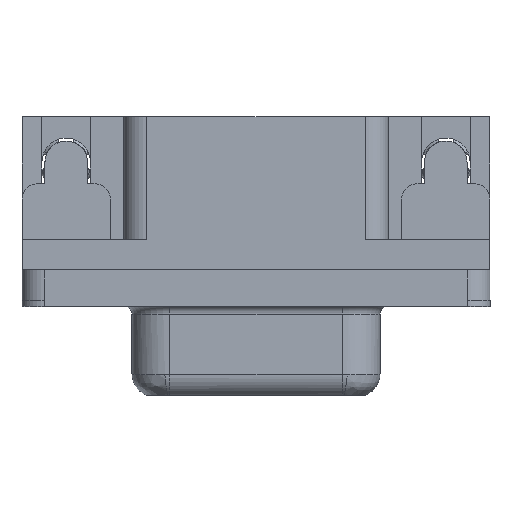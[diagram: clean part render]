
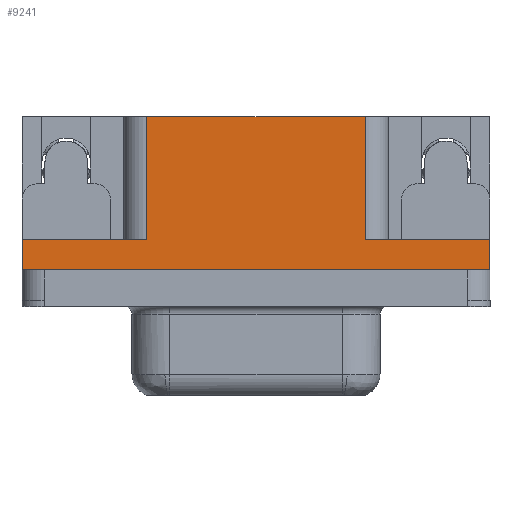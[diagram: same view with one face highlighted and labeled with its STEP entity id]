
A CAD part, top view. The second image highlights one B-rep face of the part: STEP entity #9241.
In plain terms, the highlighted planar face has unit normal (0, 0, 1).
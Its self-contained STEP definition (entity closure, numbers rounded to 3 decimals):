
#112 = CARTESIAN_POINT ( 'NONE',  ( -15.4, 2., -1.85 ) ) ;
#396 = CARTESIAN_POINT ( 'NONE',  ( -7.2, 12.1, -1.85 ) ) ;
#450 = EDGE_CURVE ( 'NONE', #16906, #18778, #13019, .T. ) ;
#567 = DIRECTION ( 'NONE',  ( 1., 0., 0. ) ) ;
#1106 = DIRECTION ( 'NONE',  ( 1., 0., 0. ) ) ;
#1289 = ORIENTED_EDGE ( 'NONE', *, *, #450, .T. ) ;
#1859 = CARTESIAN_POINT ( 'NONE',  ( -7.2, 4., -1.85 ) ) ;
#2362 = CARTESIAN_POINT ( 'NONE',  ( 7.2, 4., -1.85 ) ) ;
#4092 = VECTOR ( 'NONE', #567, 1000. ) ;
#4318 = PLANE ( 'NONE',  #18146 ) ;
#4436 = FACE_OUTER_BOUND ( 'NONE', #10064, .T. ) ;
#4518 = VECTOR ( 'NONE', #20544, 1000. ) ;
#4681 = VERTEX_POINT ( 'NONE', #8259 ) ;
#4903 = CARTESIAN_POINT ( 'NONE',  ( -15.4, 4., -1.85 ) ) ;
#5317 = EDGE_CURVE ( 'NONE', #18778, #23225, #5349, .T. ) ;
#5349 = LINE ( 'NONE', #8954, #9167 ) ;
#5715 = VERTEX_POINT ( 'NONE', #10745 ) ;
#5741 = DIRECTION ( 'NONE',  ( 0., -1., 0. ) ) ;
#5874 = ORIENTED_EDGE ( 'NONE', *, *, #22275, .F. ) ;
#5967 = LINE ( 'NONE', #13454, #16963 ) ;
#6753 = LINE ( 'NONE', #8823, #14125 ) ;
#6995 = ORIENTED_EDGE ( 'NONE', *, *, #22536, .T. ) ;
#7257 = ORIENTED_EDGE ( 'NONE', *, *, #12391, .T. ) ;
#7695 = CARTESIAN_POINT ( 'NONE',  ( 7.2, 4., -1.85 ) ) ;
#8259 = CARTESIAN_POINT ( 'NONE',  ( 7.2, 4., -1.85 ) ) ;
#8779 = EDGE_CURVE ( 'NONE', #4681, #5715, #11948, .T. ) ;
#8823 = CARTESIAN_POINT ( 'NONE',  ( 7.2, 12.1, -1.85 ) ) ;
#8954 = CARTESIAN_POINT ( 'NONE',  ( -15.4, 2., -1.85 ) ) ;
#9167 = VECTOR ( 'NONE', #1106, 1000. ) ;
#9241 = ADVANCED_FACE ( 'NONE', ( #4436 ), #4318, .F. ) ;
#9841 = VECTOR ( 'NONE', #5741, 1000. ) ;
#10064 = EDGE_LOOP ( 'NONE', ( #22768, #6995, #5874, #1289, #19092, #17004, #14403, #7257 ) ) ;
#10745 = CARTESIAN_POINT ( 'NONE',  ( 15.4, 4., -1.85 ) ) ;
#11948 = LINE ( 'NONE', #7695, #14884 ) ;
#12080 = EDGE_CURVE ( 'NONE', #20214, #21567, #6753, .T. ) ;
#12097 = CARTESIAN_POINT ( 'NONE',  ( -15.4, 4., -1.85 ) ) ;
#12164 = DIRECTION ( 'NONE',  ( 0., 0., -1. ) ) ;
#12352 = VERTEX_POINT ( 'NONE', #1859 ) ;
#12391 = EDGE_CURVE ( 'NONE', #4681, #20214, #14112, .T. ) ;
#12554 = DIRECTION ( 'NONE',  ( -1., 0., 0. ) ) ;
#12655 = LINE ( 'NONE', #22380, #4092 ) ;
#13019 = LINE ( 'NONE', #4903, #4518 ) ;
#13454 = CARTESIAN_POINT ( 'NONE',  ( 15.4, 2., -1.85 ) ) ;
#13916 = CARTESIAN_POINT ( 'NONE',  ( 15.4, 2., -1.85 ) ) ;
#14112 = LINE ( 'NONE', #2362, #21996 ) ;
#14125 = VECTOR ( 'NONE', #16833, 1000. ) ;
#14403 = ORIENTED_EDGE ( 'NONE', *, *, #8779, .F. ) ;
#14884 = VECTOR ( 'NONE', #15840, 1000. ) ;
#15563 = LINE ( 'NONE', #23446, #9841 ) ;
#15840 = DIRECTION ( 'NONE',  ( 1., 0., 0. ) ) ;
#15919 = DIRECTION ( 'NONE',  ( 0., 1., 0. ) ) ;
#16833 = DIRECTION ( 'NONE',  ( -1., 0., 0. ) ) ;
#16906 = VERTEX_POINT ( 'NONE', #12097 ) ;
#16963 = VECTOR ( 'NONE', #17862, 1000. ) ;
#17004 = ORIENTED_EDGE ( 'NONE', *, *, #20929, .T. ) ;
#17862 = DIRECTION ( 'NONE',  ( 0., 1., 0. ) ) ;
#18146 = AXIS2_PLACEMENT_3D ( 'NONE', #22021, #12164, #12554 ) ;
#18778 = VERTEX_POINT ( 'NONE', #112 ) ;
#19092 = ORIENTED_EDGE ( 'NONE', *, *, #5317, .T. ) ;
#20214 = VERTEX_POINT ( 'NONE', #21409 ) ;
#20544 = DIRECTION ( 'NONE',  ( 0., -1., 0. ) ) ;
#20929 = EDGE_CURVE ( 'NONE', #23225, #5715, #5967, .T. ) ;
#21409 = CARTESIAN_POINT ( 'NONE',  ( 7.2, 12.1, -1.85 ) ) ;
#21567 = VERTEX_POINT ( 'NONE', #396 ) ;
#21996 = VECTOR ( 'NONE', #15919, 1000. ) ;
#22021 = CARTESIAN_POINT ( 'NONE',  ( -28., 12.1, -1.85 ) ) ;
#22275 = EDGE_CURVE ( 'NONE', #16906, #12352, #12655, .T. ) ;
#22380 = CARTESIAN_POINT ( 'NONE',  ( -15.4, 4., -1.85 ) ) ;
#22536 = EDGE_CURVE ( 'NONE', #21567, #12352, #15563, .T. ) ;
#22768 = ORIENTED_EDGE ( 'NONE', *, *, #12080, .T. ) ;
#23225 = VERTEX_POINT ( 'NONE', #13916 ) ;
#23446 = CARTESIAN_POINT ( 'NONE',  ( -7.2, 12.1, -1.85 ) ) ;
